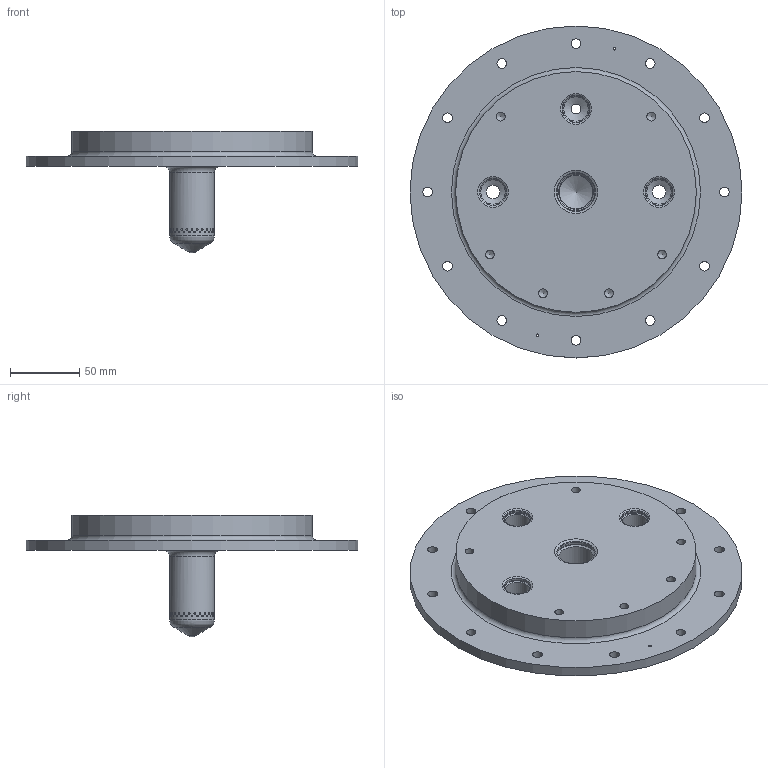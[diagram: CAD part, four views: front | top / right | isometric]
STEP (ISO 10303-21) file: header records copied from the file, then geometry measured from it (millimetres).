
FILE_DESCRIPTION(/* description */ (''),/* implementation_level */ '2;1');
FILE_NAME(/* name */ 'Dome.stp',/* time_stamp */ '2022-04-07T14:36:32-05:00',/* author */ (''),/* organization */ (''),/* preprocessor_version */ 'ST-DEVELOPER v16.7',/* originating_system */ 'SIEMENS PLM Software NX 1934',/* authorisation */ '');
FILE_SCHEMA (('AUTOMOTIVE_DESIGN { 1 0 10303 214 3 1 1 1 }'));
Length unit declared in the file: millimetre
Products named in the file (1): Manifold7.0
Bounding box: 240 x 240 x 87.91 mm (x, y, z)
Volume: 754797.7 mm3; surface area: 122920.1 mm2
Topology: 1 solids, 1 shells, 121 faces, 335 edges, 215 vertices
Faces by surface type: cylinder 87, cone 20, torus 10, plane 3, sphere 1
Full cylindrical faces by diameter (mm): 1.2 x52, 2 x2, 6.35 x6, 7 x13, 10 x2, 17.602 x3, 19.533 x3, 24.5 x1, 25.07 x1, 27.584 x1, 32.5 x1, 174 x1, 240 x1
Entity records: 9048 total; most frequent: CARTESIAN_POINT 6435, DIRECTION 414, FACE_BOUND 384, EDGE_LOOP 378, ORIENTED_EDGE 378, AXIS2_PLACEMENT_3D 207, VERTEX_POINT 196, EDGE_CURVE 189
